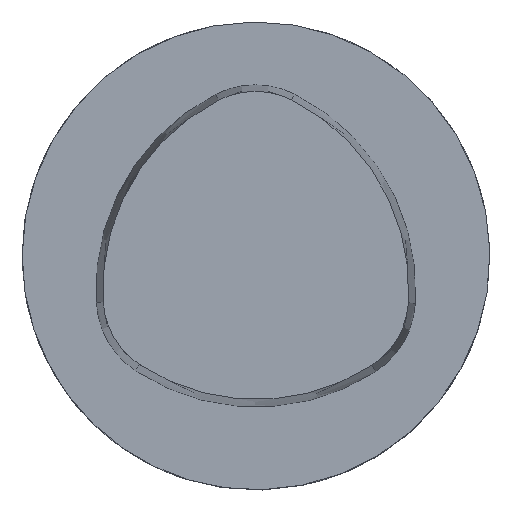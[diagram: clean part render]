
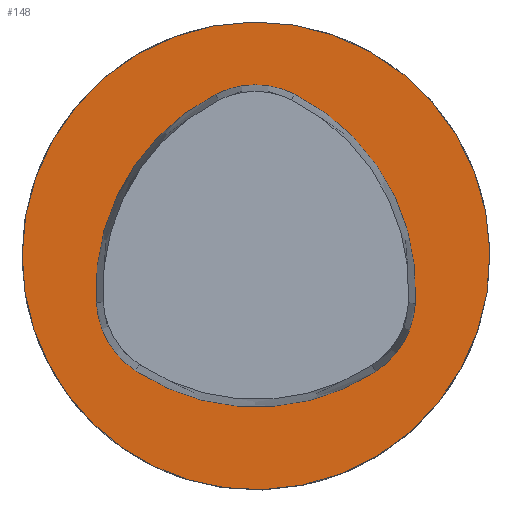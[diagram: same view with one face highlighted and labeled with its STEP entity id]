
A CAD part, top view. The second image highlights one B-rep face of the part: STEP entity #148.
In plain terms, the highlighted planar face has unit normal (0, 0, 1).
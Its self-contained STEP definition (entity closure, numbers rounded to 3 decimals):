
#107=PLANE('',#874);
#148=ADVANCED_FACE('',(#202),#107,.T.);
#202=FACE_OUTER_BOUND('',#257,.T.);
#257=EDGE_LOOP('',(#439));
#285=CIRCLE('',#838,16.);
#439=ORIENTED_EDGE('',*,*,#604,.F.);
#529=VERTEX_POINT('',#1208);
#604=EDGE_CURVE('',#529,#529,#285,.T.);
#838=AXIS2_PLACEMENT_3D('',#1207,#969,#970);
#874=AXIS2_PLACEMENT_3D('',#1331,#1067,#1068);
#969=DIRECTION('',(0.,0.,-1.));
#970=DIRECTION('',(-1.,0.,0.));
#1067=DIRECTION('',(0.,0.,1.));
#1068=DIRECTION('',(1.,0.,0.));
#1207=CARTESIAN_POINT('',(0.,0.,0.));
#1208=CARTESIAN_POINT('',(-16.,0.,0.));
#1331=CARTESIAN_POINT('',(0.,0.,0.));
